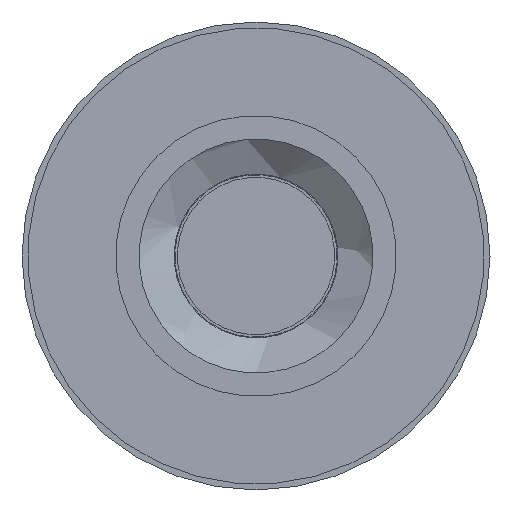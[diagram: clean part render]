
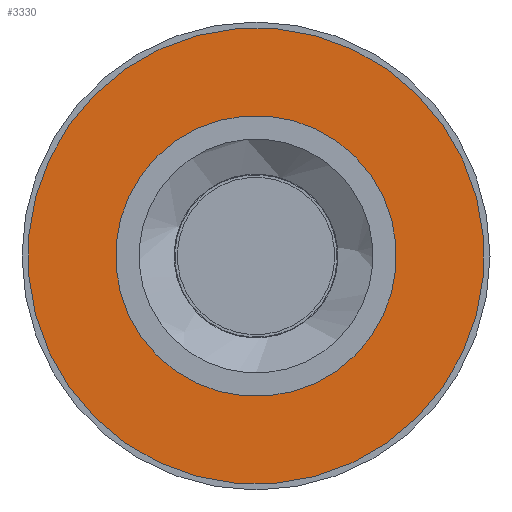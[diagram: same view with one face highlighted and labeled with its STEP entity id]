
A CAD part, left-side view. The second image highlights one B-rep face of the part: STEP entity #3330.
In plain terms, the highlighted planar face has unit normal (-1, 0, 0).
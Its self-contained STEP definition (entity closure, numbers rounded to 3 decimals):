
#139 = AXIS2_PLACEMENT_3D ( 'NONE', #3636, #4112, #754 ) ;
#167 = CARTESIAN_POINT ( 'NONE',  ( -324.905, -91.836, -4.922 ) ) ;
#224 = VERTEX_POINT ( 'NONE', #167 ) ;
#630 = ORIENTED_EDGE ( 'NONE', *, *, #4337, .F. ) ;
#705 = DIRECTION ( 'NONE',  ( 0., -0.572, -0.82 ) ) ;
#754 = DIRECTION ( 'NONE',  ( 0., -0.572, -0.82 ) ) ;
#894 = EDGE_LOOP ( 'NONE', ( #630 ) ) ;
#1095 = CARTESIAN_POINT ( 'NONE',  ( -324.905, -88.405, 0. ) ) ;
#1113 = DIRECTION ( 'NONE',  ( 0., -0.572, -0.82 ) ) ;
#1287 = EDGE_LOOP ( 'NONE', ( #2447 ) ) ;
#1305 = AXIS2_PLACEMENT_3D ( 'NONE', #1095, #2231, #1113 ) ;
#1516 = AXIS2_PLACEMENT_3D ( 'NONE', #1910, #3402, #705 ) ;
#1910 = CARTESIAN_POINT ( 'NONE',  ( -324.905, -80.406, -5.576 ) ) ;
#1974 = EDGE_CURVE ( 'NONE', #3303, #3303, #2243, .T. ) ;
#2030 = CIRCLE ( 'NONE', #1305, 6. ) ;
#2185 = CARTESIAN_POINT ( 'NONE',  ( -324.905, -93.98, -7.998 ) ) ;
#2231 = DIRECTION ( 'NONE',  ( -1., 0., 0. ) ) ;
#2243 = CIRCLE ( 'NONE', #139, 9.75 ) ;
#2447 = ORIENTED_EDGE ( 'NONE', *, *, #1974, .F. ) ;
#2965 = PLANE ( 'NONE',  #1516 ) ;
#3005 = FACE_BOUND ( 'NONE', #894, .T. ) ;
#3303 = VERTEX_POINT ( 'NONE', #2185 ) ;
#3330 = ADVANCED_FACE ( 'NONE', ( #4064, #3005 ), #2965, .F. ) ;
#3402 = DIRECTION ( 'NONE',  ( 1., 0., 0. ) ) ;
#3636 = CARTESIAN_POINT ( 'NONE',  ( -324.905, -88.405, 0. ) ) ;
#4064 = FACE_OUTER_BOUND ( 'NONE', #1287, .T. ) ;
#4112 = DIRECTION ( 'NONE',  ( 1., 0., 0. ) ) ;
#4337 = EDGE_CURVE ( 'NONE', #224, #224, #2030, .T. ) ;
